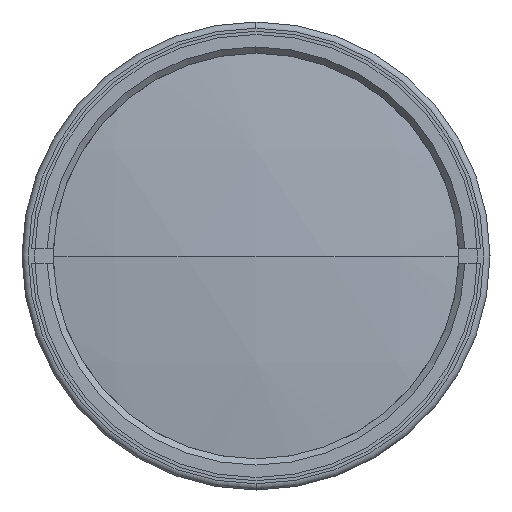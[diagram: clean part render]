
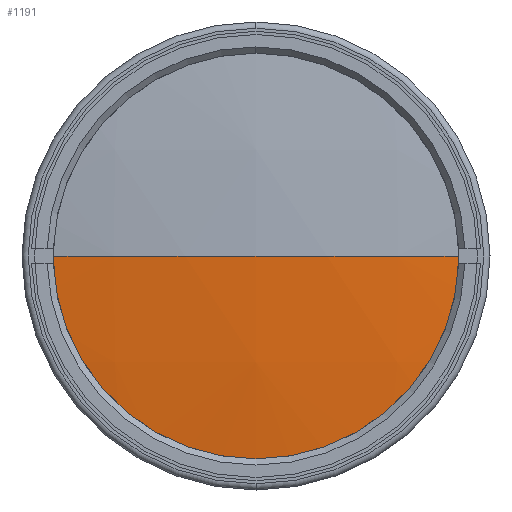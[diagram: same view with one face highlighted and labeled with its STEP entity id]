
A CAD part, left-side view. The second image highlights one B-rep face of the part: STEP entity #1191.
In plain terms, the highlighted spherical face has radius 252 mm.
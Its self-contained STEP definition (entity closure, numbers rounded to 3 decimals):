
#164 = VERTEX_POINT ( 'NONE', #13586 ) ;
#411 = EDGE_CURVE ( 'NONE', #3187, #6689, #14667, .T. ) ;
#489 = DIRECTION ( 'NONE',  ( -1., 0., 0. ) ) ;
#890 = EDGE_CURVE ( 'NONE', #164, #6689, #7557, .T. ) ;
#1173 = AXIS2_PLACEMENT_3D ( 'NONE', #5704, #10513, #3405 ) ;
#1191 = ADVANCED_FACE ( 'NONE', ( #6781 ), #5656, .T. ) ;
#1198 = ORIENTED_EDGE ( 'NONE', *, *, #9786, .T. ) ;
#1752 = AXIS2_PLACEMENT_3D ( 'NONE', #10265, #7554, #489 ) ;
#2289 = CARTESIAN_POINT ( 'NONE',  ( -216.885, 0., 0. ) ) ;
#2563 = CARTESIAN_POINT ( 'NONE',  ( -214.581, 0., 0. ) ) ;
#3015 = DIRECTION ( 'NONE',  ( 0., 0., 1. ) ) ;
#3187 = VERTEX_POINT ( 'NONE', #11660 ) ;
#3405 = DIRECTION ( 'NONE',  ( 0., 1., 0. ) ) ;
#3745 = DIRECTION ( 'NONE',  ( 0., 0., 1. ) ) ;
#5656 = SPHERICAL_SURFACE ( 'NONE', #1173, 252. ) ;
#5704 = CARTESIAN_POINT ( 'NONE',  ( 35.115, 0., 0. ) ) ;
#5868 = CIRCLE ( 'NONE', #11681, 34. ) ;
#6689 = VERTEX_POINT ( 'NONE', #2289 ) ;
#6781 = FACE_OUTER_BOUND ( 'NONE', #13620, .T. ) ;
#7554 = DIRECTION ( 'NONE',  ( 0., 0., -1. ) ) ;
#7557 = CIRCLE ( 'NONE', #1752, 252. ) ;
#8356 = ORIENTED_EDGE ( 'NONE', *, *, #411, .F. ) ;
#9786 = EDGE_CURVE ( 'NONE', #3187, #164, #5868, .T. ) ;
#10088 = AXIS2_PLACEMENT_3D ( 'NONE', #10132, #3015, #11326 ) ;
#10132 = CARTESIAN_POINT ( 'NONE',  ( 35.115, 0., 0. ) ) ;
#10265 = CARTESIAN_POINT ( 'NONE',  ( 35.115, 0., 0. ) ) ;
#10513 = DIRECTION ( 'NONE',  ( 0., 0., -1. ) ) ;
#10875 = DIRECTION ( 'NONE',  ( -1., 0., 0. ) ) ;
#11326 = DIRECTION ( 'NONE',  ( 0., -1., 0. ) ) ;
#11354 = ORIENTED_EDGE ( 'NONE', *, *, #890, .T. ) ;
#11660 = CARTESIAN_POINT ( 'NONE',  ( -214.581, 34., 0. ) ) ;
#11681 = AXIS2_PLACEMENT_3D ( 'NONE', #2563, #10875, #3745 ) ;
#13586 = CARTESIAN_POINT ( 'NONE',  ( -214.581, -34., 0. ) ) ;
#13620 = EDGE_LOOP ( 'NONE', ( #1198, #11354, #8356 ) ) ;
#14667 = CIRCLE ( 'NONE', #10088, 252. ) ;
